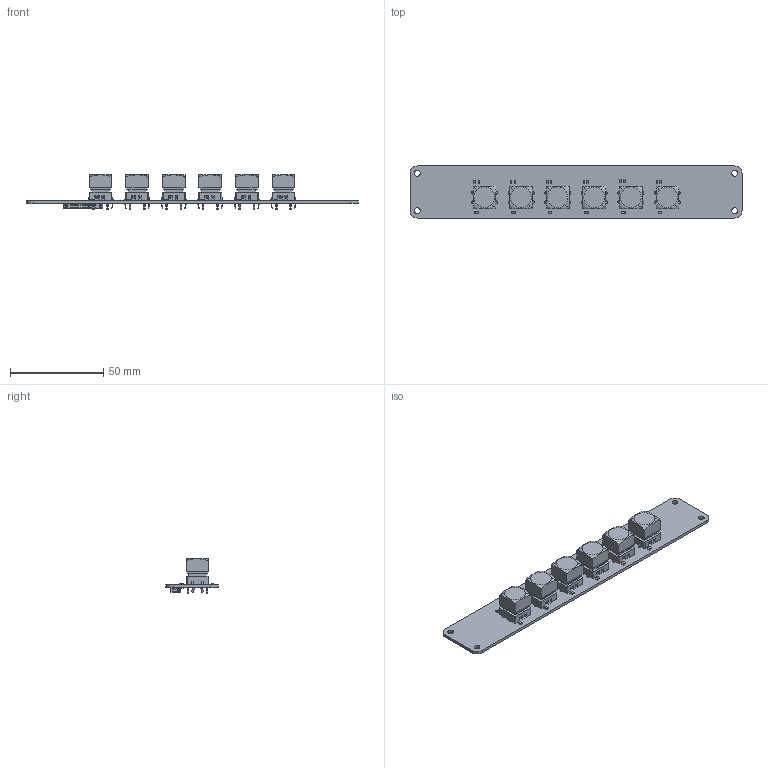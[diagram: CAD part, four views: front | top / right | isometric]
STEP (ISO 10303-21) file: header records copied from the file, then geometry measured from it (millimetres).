
FILE_DESCRIPTION(('Designed by EasyEDA Pro'),'2;1');
FILE_NAME('Open CASCADE Shape Model','2024-06-26T16:35:52',('Author'),( 'Open CASCADE'),'Open CASCADE STEP processor 7.8','Open CASCADE 7.8' ,'Unknown');
FILE_SCHEMA(('AUTOMOTIVE_DESIGN { 1 0 10303 214 1 1 1 1 }'));
Length unit declared in the file: millimetre
Products named in the file (37): PCBModel; TopTrack; BottomTrack; Board; D3ds-R1; R0805; COMPOUND; D3ds-R21; D3ds-R27; D3ds-R30; D3ds-R39; D3ds-R36; D3ds-R38; R0603; D3ds-R7; D3ds-R8; D3ds-R22; D3ds-R23; D3ds-R28; D3ds-R29; D3ds-R31; D3ds-R32; D3ds-R40; D3ds-R41; D3ds-R37; D3ds-FPC1; FPC-SMD_P1.00-14P_LCS-XJ-H2.5; D3ds-U2; SOLID; D3ds-U1; D3ds-U3; D3ds-U4; D3ds-U5; D3ds-U0
Assembly tree (57 placements, depth 4):
  PCBModel
    TopTrack
    BottomTrack
    Board
    D3ds-R1
      R0805
        COMPOUND
    D3ds-R21
      R0805
        COMPOUND
    D3ds-R27
      R0805
        COMPOUND
    D3ds-R30
      R0805
        COMPOUND
    D3ds-R39
      R0805
        COMPOUND
    D3ds-R36
      R0805
        COMPOUND
    D3ds-R38
      R0603
        COMPOUND
    D3ds-R7
      R0603
        COMPOUND
    D3ds-R8
      R0603
        COMPOUND
    D3ds-R22
      R0603
        COMPOUND
    D3ds-R23
      R0603
        COMPOUND
    D3ds-R28
      R0603
        COMPOUND
    D3ds-R29
      R0603
        COMPOUND
    D3ds-R31
      R0603
        COMPOUND
    D3ds-R32
      R0603
        COMPOUND
    D3ds-R40
      R0603
        COMPOUND
    D3ds-R41
      R0603
        COMPOUND
    D3ds-R37
      R0603
        COMPOUND
    D3ds-FPC1
      FPC-SMD_P1.00-14P_LCS-XJ-H2.5
Bounding box: 177.97 x 27.97 x 18.4 mm (x, y, z)
Volume: 19247.4 mm3; surface area: 18840.8 mm2
Topology: 91 solids, 91 shells, 7526 faces, 20500 edges, 13646 vertices
Faces by surface type: plane 5232, bspline 1910, cylinder 360, torus 24
Entity records: 72228 total; most frequent: CARTESIAN_POINT 15910, ORIENTED_EDGE 9358, DIRECTION 7051, EDGE_CURVE 4679, LINE 3671, VECTOR 3671, VERTEX_POINT 3112, FACE_BOUND 1863
